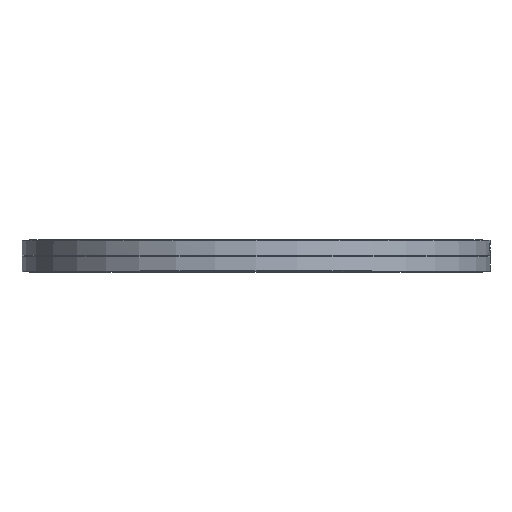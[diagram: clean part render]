
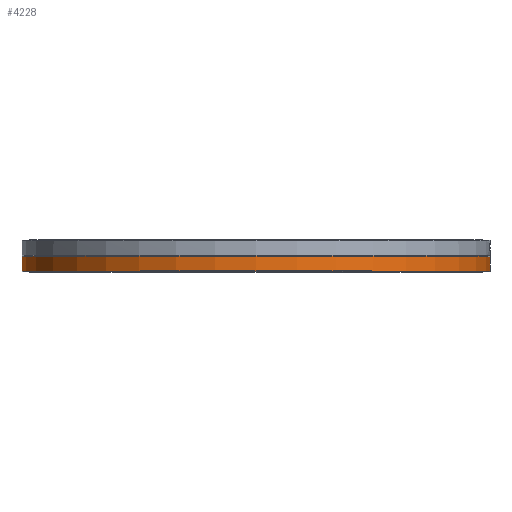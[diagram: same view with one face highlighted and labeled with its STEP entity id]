
A CAD part, top view. The second image highlights one B-rep face of the part: STEP entity #4228.
In plain terms, the highlighted cylindrical face has radius 209.55 mm (diameter 419.1 mm), a full revolution.
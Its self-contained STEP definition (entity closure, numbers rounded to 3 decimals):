
#242=CYLINDRICAL_SURFACE('',#4600,209.55);
#484=FACE_OUTER_BOUND('',#776,.T.);
#776=EDGE_LOOP('',(#3106,#3107,#3108,#3109,#3110,#3111));
#1057=LINE('',#6368,#1294);
#1294=VECTOR('',#5277,209.55);
#1586=CIRCLE('',#4598,209.55);
#1587=CIRCLE('',#4599,209.55);
#1588=CIRCLE('',#4601,209.55);
#1589=CIRCLE('',#4602,209.55);
#1866=VERTEX_POINT('',#6358);
#1867=VERTEX_POINT('',#6359);
#1868=VERTEX_POINT('',#6364);
#1869=VERTEX_POINT('',#6365);
#2334=EDGE_CURVE('',#1866,#1867,#1586,.T.);
#2335=EDGE_CURVE('',#1867,#1866,#1587,.T.);
#2337=EDGE_CURVE('',#1868,#1869,#1588,.T.);
#2338=EDGE_CURVE('',#1869,#1868,#1589,.T.);
#2339=EDGE_CURVE('',#1869,#1867,#1057,.T.);
#3106=ORIENTED_EDGE('',*,*,#2337,.F.);
#3107=ORIENTED_EDGE('',*,*,#2338,.F.);
#3108=ORIENTED_EDGE('',*,*,#2339,.T.);
#3109=ORIENTED_EDGE('',*,*,#2334,.F.);
#3110=ORIENTED_EDGE('',*,*,#2335,.F.);
#3111=ORIENTED_EDGE('',*,*,#2339,.F.);
#4228=ADVANCED_FACE('',(#484),#242,.T.);
#4598=AXIS2_PLACEMENT_3D('',#6360,#5266,#5267);
#4599=AXIS2_PLACEMENT_3D('',#6361,#5268,#5269);
#4600=AXIS2_PLACEMENT_3D('',#6363,#5271,#5272);
#4601=AXIS2_PLACEMENT_3D('',#6366,#5273,#5274);
#4602=AXIS2_PLACEMENT_3D('',#6367,#5275,#5276);
#5266=DIRECTION('center_axis',(0.,-1.,0.));
#5267=DIRECTION('ref_axis',(1.,0.,0.));
#5268=DIRECTION('center_axis',(0.,-1.,0.));
#5269=DIRECTION('ref_axis',(1.,0.,0.));
#5271=DIRECTION('center_axis',(0.,1.,0.));
#5272=DIRECTION('ref_axis',(-1.,0.,0.));
#5273=DIRECTION('center_axis',(0.,1.,0.));
#5274=DIRECTION('ref_axis',(1.,0.,0.));
#5275=DIRECTION('center_axis',(0.,1.,0.));
#5276=DIRECTION('ref_axis',(1.,0.,0.));
#5277=DIRECTION('',(0.,-1.,0.));
#6358=CARTESIAN_POINT('',(-209.55,0.5,0.));
#6359=CARTESIAN_POINT('',(209.55,0.5,0.));
#6360=CARTESIAN_POINT('Origin',(0.,0.5,0.));
#6361=CARTESIAN_POINT('Origin',(0.,0.5,0.));
#6363=CARTESIAN_POINT('Origin',(0.,6.881,0.));
#6364=CARTESIAN_POINT('',(0.,13.763,-209.55));
#6365=CARTESIAN_POINT('',(209.55,13.763,0.));
#6366=CARTESIAN_POINT('Origin',(0.,13.763,0.));
#6367=CARTESIAN_POINT('Origin',(0.,13.763,0.));
#6368=CARTESIAN_POINT('',(209.55,6.881,0.));
